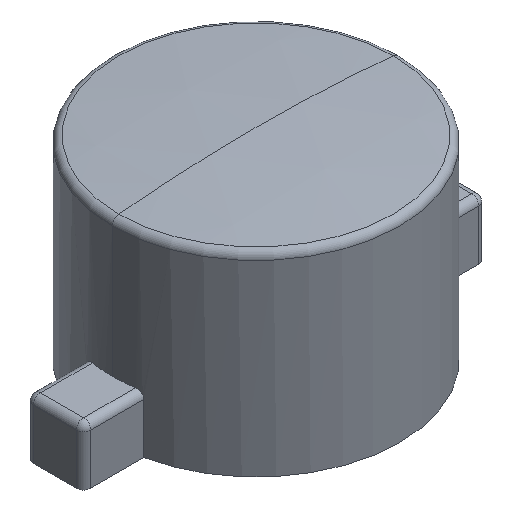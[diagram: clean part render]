
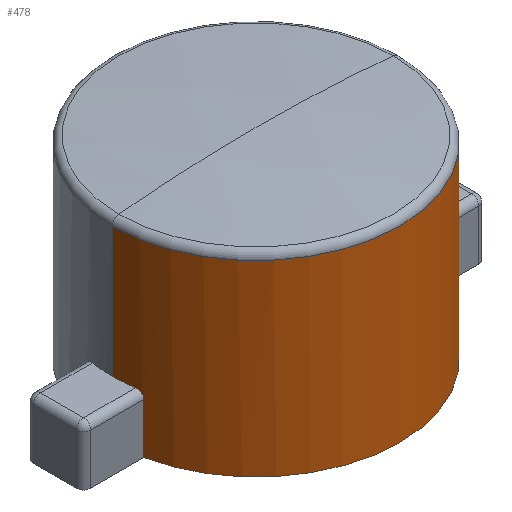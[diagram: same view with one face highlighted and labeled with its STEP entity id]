
A CAD part, isometric view. The second image highlights one B-rep face of the part: STEP entity #478.
In plain terms, the highlighted cylindrical face has radius 5 mm (diameter 10 mm), a partial arc.
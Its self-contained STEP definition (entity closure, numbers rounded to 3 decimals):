
#7 = CIRCLE ( 'NONE', #215, 5. ) ;
#11 = ORIENTED_EDGE ( 'NONE', *, *, #386, .T. ) ;
#18 = CYLINDRICAL_SURFACE ( 'NONE', #611, 5. ) ;
#24 = EDGE_CURVE ( 'NONE', #281, #448, #362, .T. ) ;
#35 = B_SPLINE_CURVE_WITH_KNOTS ( 'NONE', 3,
 ( #713, #169, #642, #293, #577, #772 ),
 .UNSPECIFIED., .F., .F.,
 ( 4, 2, 4 ),
 ( 0., 0., 0. ),
 .UNSPECIFIED. ) ;
#37 = DIRECTION ( 'NONE',  ( 0., 0., -1. ) ) ;
#45 = AXIS2_PLACEMENT_3D ( 'NONE', #120, #384, #226 ) ;
#46 = ORIENTED_EDGE ( 'NONE', *, *, #336, .T. ) ;
#49 = DIRECTION ( 'NONE',  ( 1., 0., 0. ) ) ;
#63 = CARTESIAN_POINT ( 'NONE',  ( 4.899, -1., 1.75 ) ) ;
#65 = CIRCLE ( 'NONE', #664, 5. ) ;
#66 = CARTESIAN_POINT ( 'NONE',  ( 4.899, -1., 1.817 ) ) ;
#105 = VERTEX_POINT ( 'NONE', #758 ) ;
#117 = DIRECTION ( 'NONE',  ( 0., 0., 1. ) ) ;
#120 = CARTESIAN_POINT ( 'NONE',  ( 0., 0., 0. ) ) ;
#135 = CARTESIAN_POINT ( 'NONE',  ( 0., 0., 2. ) ) ;
#169 = CARTESIAN_POINT ( 'NONE',  ( -4.933, -0.816, 2. ) ) ;
#178 = VECTOR ( 'NONE', #37, 1000. ) ;
#183 = CARTESIAN_POINT ( 'NONE',  ( -4.899, -1., 0. ) ) ;
#198 = DIRECTION ( 'NONE',  ( -1., 0., 0. ) ) ;
#205 = EDGE_CURVE ( 'NONE', #338, #105, #807, .T. ) ;
#209 = VERTEX_POINT ( 'NONE', #768 ) ;
#215 = AXIS2_PLACEMENT_3D ( 'NONE', #135, #117, #606 ) ;
#226 = DIRECTION ( 'NONE',  ( 1., 0., 0. ) ) ;
#230 = CARTESIAN_POINT ( 'NONE',  ( 0., 0., 2. ) ) ;
#236 = CIRCLE ( 'NONE', #45, 5. ) ;
#239 = DIRECTION ( 'NONE',  ( 0., 0., 1. ) ) ;
#247 = EDGE_LOOP ( 'NONE', ( #443, #11, #305, #348, #515, #395, #46, #825, #373, #483 ) ) ;
#260 = EDGE_CURVE ( 'NONE', #105, #416, #35, .T. ) ;
#261 = CARTESIAN_POINT ( 'NONE',  ( 4.905, -0.972, 1.881 ) ) ;
#271 = CARTESIAN_POINT ( 'NONE',  ( 4.899, -1., 1.75 ) ) ;
#273 = VECTOR ( 'NONE', #389, 1000. ) ;
#279 = DIRECTION ( 'NONE',  ( -1., 0., 0. ) ) ;
#281 = VERTEX_POINT ( 'NONE', #833 ) ;
#293 = CARTESIAN_POINT ( 'NONE',  ( -4.905, -0.972, 1.881 ) ) ;
#305 = ORIENTED_EDGE ( 'NONE', *, *, #590, .T. ) ;
#319 = CARTESIAN_POINT ( 'NONE',  ( 4.922, -0.88, 1.973 ) ) ;
#323 = DIRECTION ( 'NONE',  ( 0., 0., -1. ) ) ;
#330 = CARTESIAN_POINT ( 'NONE',  ( 4.933, -0.816, 2. ) ) ;
#336 = EDGE_CURVE ( 'NONE', #848, #817, #236, .T. ) ;
#338 = VERTEX_POINT ( 'NONE', #792 ) ;
#348 = ORIENTED_EDGE ( 'NONE', *, *, #205, .T. ) ;
#352 = VECTOR ( 'NONE', #722, 1000. ) ;
#362 = LINE ( 'NONE', #637, #178 ) ;
#373 = ORIENTED_EDGE ( 'NONE', *, *, #562, .T. ) ;
#380 = AXIS2_PLACEMENT_3D ( 'NONE', #230, #239, #49 ) ;
#384 = DIRECTION ( 'NONE',  ( 0., 0., 1. ) ) ;
#386 = EDGE_CURVE ( 'NONE', #281, #491, #65, .T. ) ;
#389 = DIRECTION ( 'NONE',  ( 0., 0., 1. ) ) ;
#393 = CARTESIAN_POINT ( 'NONE',  ( 4.943, -0.75, 2. ) ) ;
#394 = CARTESIAN_POINT ( 'NONE',  ( -4.899, -1., 1.75 ) ) ;
#395 = ORIENTED_EDGE ( 'NONE', *, *, #661, .T. ) ;
#402 = LINE ( 'NONE', #601, #425 ) ;
#403 = EDGE_CURVE ( 'NONE', #817, #580, #469, .T. ) ;
#407 = CARTESIAN_POINT ( 'NONE',  ( 0., 0., 6.75 ) ) ;
#416 = VERTEX_POINT ( 'NONE', #394 ) ;
#425 = VECTOR ( 'NONE', #738, 1000. ) ;
#443 = ORIENTED_EDGE ( 'NONE', *, *, #24, .F. ) ;
#447 = CARTESIAN_POINT ( 'NONE',  ( -4.899, -1., 6.75 ) ) ;
#448 = VERTEX_POINT ( 'NONE', #754 ) ;
#469 = LINE ( 'NONE', #724, #273 ) ;
#478 = ADVANCED_FACE ( 'NONE', ( #750 ), #18, .T. ) ;
#483 = ORIENTED_EDGE ( 'NONE', *, *, #615, .T. ) ;
#491 = VERTEX_POINT ( 'NONE', #678 ) ;
#515 = ORIENTED_EDGE ( 'NONE', *, *, #260, .T. ) ;
#547 = DIRECTION ( 'NONE',  ( 0., 0., -1. ) ) ;
#562 = EDGE_CURVE ( 'NONE', #580, #209, #760, .T. ) ;
#577 = CARTESIAN_POINT ( 'NONE',  ( -4.899, -1., 1.817 ) ) ;
#580 = VERTEX_POINT ( 'NONE', #271 ) ;
#590 = EDGE_CURVE ( 'NONE', #491, #338, #402, .T. ) ;
#601 = CARTESIAN_POINT ( 'NONE',  ( -5., 0., 6.75 ) ) ;
#606 = DIRECTION ( 'NONE',  ( 1., 0., 0. ) ) ;
#611 = AXIS2_PLACEMENT_3D ( 'NONE', #407, #547, #279 ) ;
#615 = EDGE_CURVE ( 'NONE', #209, #448, #7, .T. ) ;
#637 = CARTESIAN_POINT ( 'NONE',  ( 5., 0., 6.75 ) ) ;
#642 = CARTESIAN_POINT ( 'NONE',  ( -4.922, -0.88, 1.973 ) ) ;
#661 = EDGE_CURVE ( 'NONE', #416, #848, #790, .T. ) ;
#664 = AXIS2_PLACEMENT_3D ( 'NONE', #667, #323, #198 ) ;
#667 = CARTESIAN_POINT ( 'NONE',  ( 0., 0., 6.523 ) ) ;
#678 = CARTESIAN_POINT ( 'NONE',  ( -5., 0., 6.523 ) ) ;
#713 = CARTESIAN_POINT ( 'NONE',  ( -4.943, -0.75, 2. ) ) ;
#721 = CARTESIAN_POINT ( 'NONE',  ( 4.899, -1., 0. ) ) ;
#722 = DIRECTION ( 'NONE',  ( 0., 0., -1. ) ) ;
#724 = CARTESIAN_POINT ( 'NONE',  ( 4.899, -1., 6.75 ) ) ;
#738 = DIRECTION ( 'NONE',  ( 0., 0., -1. ) ) ;
#750 = FACE_OUTER_BOUND ( 'NONE', #247, .T. ) ;
#754 = CARTESIAN_POINT ( 'NONE',  ( 5., 0., 2. ) ) ;
#758 = CARTESIAN_POINT ( 'NONE',  ( -4.943, -0.75, 2. ) ) ;
#760 = B_SPLINE_CURVE_WITH_KNOTS ( 'NONE', 3,
 ( #63, #66, #261, #319, #330, #393 ),
 .UNSPECIFIED., .F., .F.,
 ( 4, 2, 4 ),
 ( 0., 0., 0. ),
 .UNSPECIFIED. ) ;
#768 = CARTESIAN_POINT ( 'NONE',  ( 4.943, -0.75, 2. ) ) ;
#772 = CARTESIAN_POINT ( 'NONE',  ( -4.899, -1., 1.75 ) ) ;
#790 = LINE ( 'NONE', #447, #352 ) ;
#792 = CARTESIAN_POINT ( 'NONE',  ( -5., 0., 2. ) ) ;
#807 = CIRCLE ( 'NONE', #380, 5. ) ;
#817 = VERTEX_POINT ( 'NONE', #721 ) ;
#825 = ORIENTED_EDGE ( 'NONE', *, *, #403, .T. ) ;
#833 = CARTESIAN_POINT ( 'NONE',  ( 5., 0., 6.523 ) ) ;
#848 = VERTEX_POINT ( 'NONE', #183 ) ;
